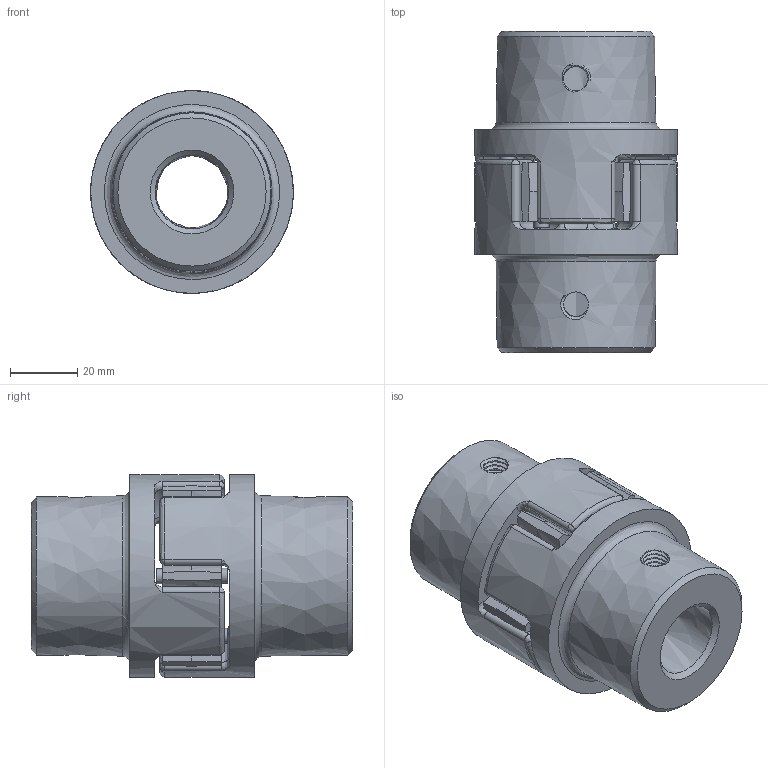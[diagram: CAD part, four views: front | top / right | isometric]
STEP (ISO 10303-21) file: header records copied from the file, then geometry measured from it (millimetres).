
FILE_DESCRIPTION(('FreeCAD Model'),'2;1');
FILE_NAME('Open CASCADE Shape Model','2025-05-07T18:34:13',('FreeCAD'),( 'FreeCAD'),'Open CASCADE STEP processor 7.6','FreeCAD','Unknown');
FILE_SCHEMA(('AUTOMOTIVE_DESIGN { 1 0 10303 214 1 1 1 1 }'));
Length unit declared in the file: millimetre
Products named in the file (1): Open CASCADE STEP translator 7.6 1
Bounding box: 60.15 x 95.39 x 60.16 mm (x, y, z)
Volume: 155755.2 mm3; surface area: 40848.2 mm2
Topology: 3 solids, 3 shells, 230 faces, 542 edges, 326 vertices
Faces by surface type: bspline 230
Entity records: 11041 total; most frequent: CARTESIAN_POINT 8078, ORIENTED_EDGE 1084, EDGE_CURVE 542, VERTEX_POINT 326, FACE_BOUND 248, EDGE_LOOP 248, ADVANCED_FACE 230, B_SPLINE_CURVE_WITH_KNOTS 211
